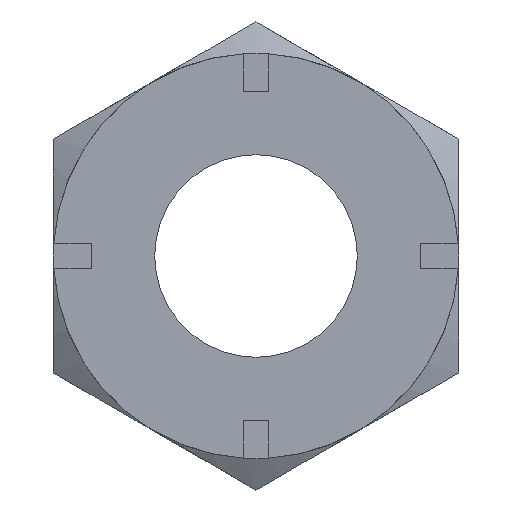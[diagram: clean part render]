
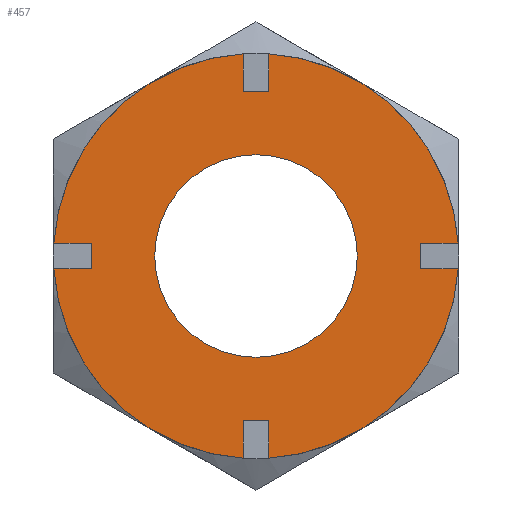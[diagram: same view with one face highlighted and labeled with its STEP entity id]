
A CAD part, left-side view. The second image highlights one B-rep face of the part: STEP entity #457.
In plain terms, the highlighted planar face has unit normal (-1, 0, 0).
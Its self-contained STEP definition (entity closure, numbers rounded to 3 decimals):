
#243=EDGE_CURVE('',#535,#485,#668,.T.);
#247=EDGE_CURVE('',#551,#353,#672,.T.);
#249=EDGE_CURVE('',#335,#519,#674,.T.);
#251=EDGE_CURVE('',#505,#295,#676,.T.);
#263=EDGE_CURVE('',#419,#449,#691,.T.);
#267=EDGE_CURVE('',#325,#283,#695,.T.);
#281=EDGE_CURVE('',#283,#295,#709,.T.);
#283=VERTEX_POINT('',#711);
#295=VERTEX_POINT('',#724);
#325=VERTEX_POINT('',#758);
#327=EDGE_CURVE('',#335,#325,#760,.T.);
#335=VERTEX_POINT('',#769);
#353=VERTEX_POINT('',#789);
#357=VERTEX_POINT('',#793);
#361=EDGE_CURVE('',#357,#353,#797,.T.);
#367=EDGE_CURVE('',#395,#357,#803,.T.);
#381=EDGE_CURVE('',#419,#395,#818,.T.);
#393=EDGE_CURVE('',#485,#535,#830,.T.);
#395=VERTEX_POINT('',#832);
#419=VERTEX_POINT('',#859);
#421=EDGE_CURVE('',#469,#439,#861,.T.);
#435=EDGE_CURVE('',#439,#449,#878,.T.);
#439=VERTEX_POINT('',#882);
#449=VERTEX_POINT('',#892);
#457=ADVANCED_FACE('',(#902,#903),#904,.T.);
#465=EDGE_CURVE('',#505,#469,#912,.T.);
#469=VERTEX_POINT('',#917);
#485=VERTEX_POINT('',#936);
#491=VERTEX_POINT('',#942);
#495=EDGE_CURVE('',#491,#511,#946,.T.);
#503=EDGE_CURVE('',#511,#519,#955,.T.);
#505=VERTEX_POINT('',#957);
#511=VERTEX_POINT('',#963);
#519=VERTEX_POINT('',#971);
#535=VERTEX_POINT('',#988);
#545=EDGE_CURVE('',#551,#491,#999,.T.);
#551=VERTEX_POINT('',#1005);
#668=CIRCLE('',#1126,4.0);
#672=CIRCLE('',#1141,8.0);
#674=CIRCLE('',#1144,8.0);
#676=CIRCLE('',#1147,8.0);
#691=CIRCLE('',#1163,8.0);
#695=LINE('',#1169,#1170);
#709=LINE('',#1208,#1209);
#711=CARTESIAN_POINT('',(-17.0,6.5,-0.5));
#724=CARTESIAN_POINT('',(-17.,7.984,-0.5));
#758=CARTESIAN_POINT('',(-17.0,6.5,0.5));
#760=LINE('',#1293,#1294);
#769=CARTESIAN_POINT('',(-17.,7.984,0.5));
#789=CARTESIAN_POINT('',(-17.,-7.984,0.5));
#793=CARTESIAN_POINT('',(-17.0,-6.5,0.5));
#797=LINE('',#1345,#1346);
#803=LINE('',#1357,#1358);
#818=LINE('',#1378,#1379);
#830=CIRCLE('',#1406,4.0);
#832=CARTESIAN_POINT('',(-17.0,-6.5,-0.5));
#859=CARTESIAN_POINT('',(-17.,-7.984,-0.5));
#861=LINE('',#1463,#1464);
#878=LINE('',#1486,#1487);
#882=CARTESIAN_POINT('',(-17.0,-0.5,-6.5));
#892=CARTESIAN_POINT('',(-17.,-0.5,-7.984));
#902=FACE_BOUND('',#1534,.T.);
#903=FACE_OUTER_BOUND('',#1535,.T.);
#904=PLANE('',#1536);
#912=LINE('',#1557,#1558);
#917=CARTESIAN_POINT('',(-17.0,0.5,-6.5));
#936=CARTESIAN_POINT('',(-17.,-4.,0.));
#942=CARTESIAN_POINT('',(-17.0,-0.5,6.5));
#946=LINE('',#1613,#1614);
#955=LINE('',#1636,#1637);
#957=CARTESIAN_POINT('',(-17.,0.5,-7.984));
#963=CARTESIAN_POINT('',(-17.0,0.5,6.5));
#971=CARTESIAN_POINT('',(-17.,0.5,7.984));
#988=CARTESIAN_POINT('',(-17.,4.,0.));
#999=LINE('',#1728,#1729);
#1005=CARTESIAN_POINT('',(-17.,-0.5,7.984));
#1126=AXIS2_PLACEMENT_3D('',#1943,#1944,#1945);
#1141=AXIS2_PLACEMENT_3D('',#1946,#1947,#1948);
#1144=AXIS2_PLACEMENT_3D('',#1949,#1950,#1951);
#1147=AXIS2_PLACEMENT_3D('',#1952,#1953,#1954);
#1163=AXIS2_PLACEMENT_3D('',#1979,#1980,#1981);
#1169=CARTESIAN_POINT('',(-17.,6.5,-0.25));
#1170=VECTOR('',#1985,1.0);
#1208=CARTESIAN_POINT('',(-17.,7.,-0.5));
#1209=VECTOR('',#1990,1.0);
#1293=CARTESIAN_POINT('',(-17.,6.25,0.5));
#1294=VECTOR('',#2047,1.0);
#1345=CARTESIAN_POINT('',(-17.,-1.,0.5));
#1346=VECTOR('',#2087,1.0);
#1357=CARTESIAN_POINT('',(-17.,-6.5,0.25));
#1358=VECTOR('',#2090,1.0);
#1378=CARTESIAN_POINT('',(-17.,-0.25,-0.5));
#1379=VECTOR('',#2101,1.0);
#1406=AXIS2_PLACEMENT_3D('',#2104,#2105,#2106);
#1463=CARTESIAN_POINT('',(-17.,2.75,-6.5));
#1464=VECTOR('',#2136,1.0);
#1486=CARTESIAN_POINT('',(-17.,-0.5,-4.0));
#1487=VECTOR('',#2166,1.0);
#1534=EDGE_LOOP('',(#2188,#2189));
#1535=EDGE_LOOP('',(#2190,#2191,#2192,#2193,#2194,#2195,#2196,#2197,#2198,#2199,#2200,#2201,#2202,#2203,#2204,#2205));
#1536=AXIS2_PLACEMENT_3D('',#2206,#2207,#2208);
#1557=CARTESIAN_POINT('',(-17.,0.5,-3.25));
#1558=VECTOR('',#2210,1.0);
#1613=CARTESIAN_POINT('',(-17.,3.25,6.5));
#1614=VECTOR('',#2243,1.0);
#1636=CARTESIAN_POINT('',(-17.,0.5,4.));
#1637=VECTOR('',#2253,1.0);
#1728=CARTESIAN_POINT('',(-17.,-0.5,3.25));
#1729=VECTOR('',#2279,1.0);
#1943=CARTESIAN_POINT('',(-17.,0.,0.));
#1944=DIRECTION('',(1.0,0.0,-0.0));
#1945=DIRECTION('',(0.0,1.0,0.));
#1946=CARTESIAN_POINT('',(-17.,0.,0.));
#1947=DIRECTION('',(1.0,0.0,-0.0));
#1948=DIRECTION('',(0.0,1.0,0.));
#1949=CARTESIAN_POINT('',(-17.,0.,0.));
#1950=DIRECTION('',(1.0,0.0,-0.0));
#1951=DIRECTION('',(0.0,1.0,0.));
#1952=CARTESIAN_POINT('',(-17.,0.,0.));
#1953=DIRECTION('',(1.0,0.0,-0.0));
#1954=DIRECTION('',(0.0,1.0,0.));
#1979=CARTESIAN_POINT('',(-17.,0.,0.));
#1980=DIRECTION('',(1.0,0.0,-0.0));
#1981=DIRECTION('',(0.0,1.0,0.));
#1985=DIRECTION('',(0.0,0.0,-1.0));
#1990=DIRECTION('',(0.0,1.0,0.0));
#2047=DIRECTION('',(0.0,-1.0,0.0));
#2087=DIRECTION('',(0.0,-1.0,0.0));
#2090=DIRECTION('',(0.0,0.0,1.0));
#2101=DIRECTION('',(0.0,1.0,0.0));
#2104=CARTESIAN_POINT('',(-17.,0.,0.));
#2105=DIRECTION('',(1.0,0.0,-0.0));
#2106=DIRECTION('',(0.0,1.0,0.));
#2136=DIRECTION('',(0.0,-1.0,0.0));
#2166=DIRECTION('',(0.0,0.0,-1.0));
#2188=ORIENTED_EDGE('',*,*,#243,.T.);
#2189=ORIENTED_EDGE('',*,*,#393,.T.);
#2190=ORIENTED_EDGE('',*,*,#545,.T.);
#2191=ORIENTED_EDGE('',*,*,#495,.T.);
#2192=ORIENTED_EDGE('',*,*,#503,.T.);
#2193=ORIENTED_EDGE('',*,*,#249,.F.);
#2194=ORIENTED_EDGE('',*,*,#327,.T.);
#2195=ORIENTED_EDGE('',*,*,#267,.T.);
#2196=ORIENTED_EDGE('',*,*,#281,.T.);
#2197=ORIENTED_EDGE('',*,*,#251,.F.);
#2198=ORIENTED_EDGE('',*,*,#465,.T.);
#2199=ORIENTED_EDGE('',*,*,#421,.T.);
#2200=ORIENTED_EDGE('',*,*,#435,.T.);
#2201=ORIENTED_EDGE('',*,*,#263,.F.);
#2202=ORIENTED_EDGE('',*,*,#381,.T.);
#2203=ORIENTED_EDGE('',*,*,#367,.T.);
#2204=ORIENTED_EDGE('',*,*,#361,.T.);
#2205=ORIENTED_EDGE('',*,*,#247,.F.);
#2206=CARTESIAN_POINT('',(-17.,6.,0.));
#2207=DIRECTION('',(-1.0,0.0,0.0));
#2208=DIRECTION('',(0.0,-1.0,0.));
#2210=DIRECTION('',(0.0,0.0,1.0));
#2243=DIRECTION('',(0.0,1.0,0.0));
#2253=DIRECTION('',(0.0,0.0,1.0));
#2279=DIRECTION('',(0.0,0.0,-1.0));
